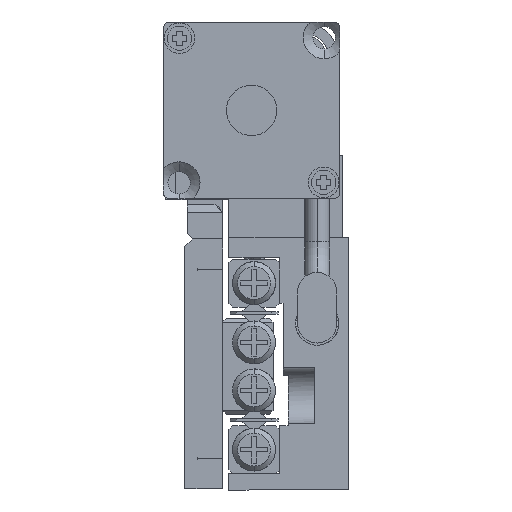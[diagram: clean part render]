
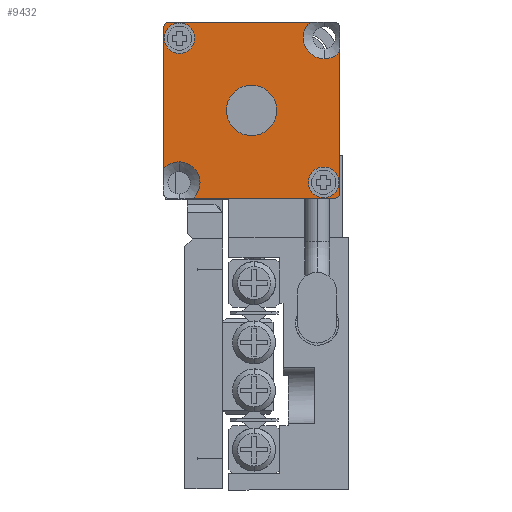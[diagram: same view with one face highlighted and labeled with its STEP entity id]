
A CAD part, left-side view. The second image highlights one B-rep face of the part: STEP entity #9432.
In plain terms, the highlighted face is planar.
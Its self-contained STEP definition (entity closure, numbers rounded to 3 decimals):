
#481 = ORIENTED_EDGE ( 'NONE', *, *, #16543, .F. ) ;
#1105 = DIRECTION ( 'NONE',  ( 1., 0., 0. ) ) ;
#1182 = ORIENTED_EDGE ( 'NONE', *, *, #12833, .T. ) ;
#1252 = EDGE_CURVE ( 'NONE', #4761, #8184, #23924, .T. ) ;
#1355 = ORIENTED_EDGE ( 'NONE', *, *, #24378, .T. ) ;
#2482 = CIRCLE ( 'NONE', #22945, 1.664 ) ;
#2529 = LINE ( 'NONE', #7596, #30315 ) ;
#2600 = CARTESIAN_POINT ( 'NONE',  ( 2.348, 0., 30. ) ) ;
#2689 = AXIS2_PLACEMENT_3D ( 'NONE', #8500, #15739, #18434 ) ;
#3340 = CARTESIAN_POINT ( 'NONE',  ( 0., -13.5, 30. ) ) ;
#3454 = DIRECTION ( 'NONE',  ( 1., 0., 0. ) ) ;
#3671 = CARTESIAN_POINT ( 'NONE',  ( 14., 0., 30. ) ) ;
#3786 = ORIENTED_EDGE ( 'NONE', *, *, #14149, .F. ) ;
#4761 = VERTEX_POINT ( 'NONE', #31867 ) ;
#4934 = VERTEX_POINT ( 'NONE', #26375 ) ;
#4994 = LINE ( 'NONE', #32708, #14498 ) ;
#5567 = FACE_BOUND ( 'NONE', #21725, .T. ) ;
#5602 = VERTEX_POINT ( 'NONE', #16695 ) ;
#5658 = CIRCLE ( 'NONE', #32073, 1.213 ) ;
#5665 = ORIENTED_EDGE ( 'NONE', *, *, #1252, .T. ) ;
#5840 = AXIS2_PLACEMENT_3D ( 'NONE', #14194, #11995, #19101 ) ;
#5933 = DIRECTION ( 'NONE',  ( 0., 0., 1. ) ) ;
#6103 = DIRECTION ( 'NONE',  ( 1., 0., 0. ) ) ;
#6439 = CARTESIAN_POINT ( 'NONE',  ( 13.5, -0.5, 30. ) ) ;
#6721 = VERTEX_POINT ( 'NONE', #10522 ) ;
#7034 = CARTESIAN_POINT ( 'NONE',  ( 12.75, -12.75, 30. ) ) ;
#7126 = VECTOR ( 'NONE', #31218, 1000. ) ;
#7596 = CARTESIAN_POINT ( 'NONE',  ( 0., 0., 30. ) ) ;
#7863 = CIRCLE ( 'NONE', #13228, 1.213 ) ;
#7890 = EDGE_CURVE ( 'NONE', #6721, #25690, #29220, .T. ) ;
#7908 = ORIENTED_EDGE ( 'NONE', *, *, #7890, .F. ) ;
#8184 = VERTEX_POINT ( 'NONE', #25312 ) ;
#8272 = CARTESIAN_POINT ( 'NONE',  ( 0., 0., 30. ) ) ;
#8377 = DIRECTION ( 'NONE',  ( 0., 0., 1. ) ) ;
#8500 = CARTESIAN_POINT ( 'NONE',  ( 12.714, -1.286, 30. ) ) ;
#8982 = DIRECTION ( 'NONE',  ( 1., 0., 0. ) ) ;
#9134 = VERTEX_POINT ( 'NONE', #17059 ) ;
#9432 = ADVANCED_FACE ( 'NONE', ( #5567, #26489, #15840, #18543 ), #20920, .T. ) ;
#10210 = CARTESIAN_POINT ( 'NONE',  ( 12.75, -12.75, 30. ) ) ;
#10522 = CARTESIAN_POINT ( 'NONE',  ( 2.914, -1.25, 30. ) ) ;
#10531 = DIRECTION ( 'NONE',  ( 1., 0., 0. ) ) ;
#10543 = AXIS2_PLACEMENT_3D ( 'NONE', #13916, #24201, #1105 ) ;
#10858 = CARTESIAN_POINT ( 'NONE',  ( 1.286, -12.714, 30. ) ) ;
#11211 = DIRECTION ( 'NONE',  ( 0., 0., 1. ) ) ;
#11668 = CARTESIAN_POINT ( 'NONE',  ( 0.5, -13.5, 30. ) ) ;
#11861 = EDGE_LOOP ( 'NONE', ( #33001, #25653, #24594, #1355, #22248, #28694, #5665, #1182, #16419, #7908 ) ) ;
#11995 = DIRECTION ( 'NONE',  ( 0., 0., 1. ) ) ;
#12465 = CARTESIAN_POINT ( 'NONE',  ( 11.652, -14., 30. ) ) ;
#12606 = VERTEX_POINT ( 'NONE', #23159 ) ;
#12833 = EDGE_CURVE ( 'NONE', #8184, #14675, #23010, .T. ) ;
#13228 = AXIS2_PLACEMENT_3D ( 'NONE', #24549, #11211, #3454 ) ;
#13430 = VERTEX_POINT ( 'NONE', #19892 ) ;
#13582 = CARTESIAN_POINT ( 'NONE',  ( 1.25, -1.25, 30. ) ) ;
#13916 = CARTESIAN_POINT ( 'NONE',  ( 7., -7., 30. ) ) ;
#14149 = EDGE_CURVE ( 'NONE', #26277, #5602, #20373, .T. ) ;
#14159 = EDGE_LOOP ( 'NONE', ( #3786, #31455 ) ) ;
#14194 = CARTESIAN_POINT ( 'NONE',  ( 7., -7., 30. ) ) ;
#14498 = VECTOR ( 'NONE', #14617, 1000. ) ;
#14617 = DIRECTION ( 'NONE',  ( 0., -1., 0. ) ) ;
#14675 = VERTEX_POINT ( 'NONE', #15318 ) ;
#14992 = EDGE_CURVE ( 'NONE', #9134, #15715, #4994, .T. ) ;
#15318 = CARTESIAN_POINT ( 'NONE',  ( 13.5, 0., 30. ) ) ;
#15325 = CIRCLE ( 'NONE', #24028, 0.5 ) ;
#15715 = VERTEX_POINT ( 'NONE', #3340 ) ;
#15739 = DIRECTION ( 'NONE',  ( 0., 0., 1. ) ) ;
#15776 = CARTESIAN_POINT ( 'NONE',  ( 11.086, -12.75, 30. ) ) ;
#15840 = FACE_BOUND ( 'NONE', #14159, .T. ) ;
#15874 = CARTESIAN_POINT ( 'NONE',  ( 1.25, -1.25, 30. ) ) ;
#16094 = DIRECTION ( 'NONE',  ( 1., 0., 0. ) ) ;
#16419 = ORIENTED_EDGE ( 'NONE', *, *, #18490, .T. ) ;
#16428 = AXIS2_PLACEMENT_3D ( 'NONE', #7034, #27957, #30327 ) ;
#16530 = AXIS2_PLACEMENT_3D ( 'NONE', #6439, #22294, #6103 ) ;
#16543 = EDGE_CURVE ( 'NONE', #13430, #12606, #32901, .T. ) ;
#16695 = CARTESIAN_POINT ( 'NONE',  ( 9., -7., 30. ) ) ;
#17059 = CARTESIAN_POINT ( 'NONE',  ( 0., -2.348, 30. ) ) ;
#18050 = CIRCLE ( 'NONE', #31551, 1.213 ) ;
#18159 = ORIENTED_EDGE ( 'NONE', *, *, #21010, .T. ) ;
#18400 = AXIS2_PLACEMENT_3D ( 'NONE', #15874, #5933, #23816 ) ;
#18434 = DIRECTION ( 'NONE',  ( 1., 0., 0. ) ) ;
#18470 = VERTEX_POINT ( 'NONE', #12465 ) ;
#18490 = EDGE_CURVE ( 'NONE', #14675, #25690, #2529, .T. ) ;
#18543 = FACE_BOUND ( 'NONE', #26295, .T. ) ;
#19101 = DIRECTION ( 'NONE',  ( 1., 0., 0. ) ) ;
#19892 = CARTESIAN_POINT ( 'NONE',  ( 13.927, -1.286, 30. ) ) ;
#19915 = DIRECTION ( 'NONE',  ( -1., 0., 0. ) ) ;
#20373 = CIRCLE ( 'NONE', #5840, 2. ) ;
#20400 = VERTEX_POINT ( 'NONE', #27317 ) ;
#20648 = DIRECTION ( 'NONE',  ( 0., 0., -1. ) ) ;
#20920 = PLANE ( 'NONE',  #21822 ) ;
#21010 = EDGE_CURVE ( 'NONE', #21498, #4934, #18050, .T. ) ;
#21106 = AXIS2_PLACEMENT_3D ( 'NONE', #13582, #8377, #31829 ) ;
#21190 = ORIENTED_EDGE ( 'NONE', *, *, #32360, .F. ) ;
#21273 = CARTESIAN_POINT ( 'NONE',  ( 1.286, -12.714, 30. ) ) ;
#21498 = VERTEX_POINT ( 'NONE', #22411 ) ;
#21725 = EDGE_LOOP ( 'NONE', ( #481, #21190 ) ) ;
#21762 = DIRECTION ( 'NONE',  ( 0., 0., -1. ) ) ;
#21805 = DIRECTION ( 'NONE',  ( 0., 0., 1. ) ) ;
#21822 = AXIS2_PLACEMENT_3D ( 'NONE', #8272, #26146, #31238 ) ;
#22248 = ORIENTED_EDGE ( 'NONE', *, *, #32025, .F. ) ;
#22294 = DIRECTION ( 'NONE',  ( 0., 0., 1. ) ) ;
#22411 = CARTESIAN_POINT ( 'NONE',  ( 0.073, -12.714, 30. ) ) ;
#22945 = AXIS2_PLACEMENT_3D ( 'NONE', #10210, #31489, #16094 ) ;
#23010 = CIRCLE ( 'NONE', #16530, 0.5 ) ;
#23159 = CARTESIAN_POINT ( 'NONE',  ( 11.501, -1.286, 30. ) ) ;
#23336 = ORIENTED_EDGE ( 'NONE', *, *, #33206, .T. ) ;
#23774 = CIRCLE ( 'NONE', #21106, 1.664 ) ;
#23816 = DIRECTION ( 'NONE',  ( 1., 0., 0. ) ) ;
#23924 = LINE ( 'NONE', #3671, #7126 ) ;
#24028 = AXIS2_PLACEMENT_3D ( 'NONE', #11668, #21805, #8982 ) ;
#24119 = DIRECTION ( 'NONE',  ( 1., 0., 0. ) ) ;
#24201 = DIRECTION ( 'NONE',  ( 0., 0., 1. ) ) ;
#24354 = EDGE_CURVE ( 'NONE', #9134, #6721, #23774, .T. ) ;
#24370 = VERTEX_POINT ( 'NONE', #15776 ) ;
#24378 = EDGE_CURVE ( 'NONE', #20400, #18470, #29617, .T. ) ;
#24549 = CARTESIAN_POINT ( 'NONE',  ( 12.714, -1.286, 30. ) ) ;
#24594 = ORIENTED_EDGE ( 'NONE', *, *, #32814, .T. ) ;
#25312 = CARTESIAN_POINT ( 'NONE',  ( 14., -0.5, 30. ) ) ;
#25653 = ORIENTED_EDGE ( 'NONE', *, *, #14992, .T. ) ;
#25690 = VERTEX_POINT ( 'NONE', #2600 ) ;
#26146 = DIRECTION ( 'NONE',  ( 0., 0., 1. ) ) ;
#26179 = CIRCLE ( 'NONE', #10543, 2. ) ;
#26277 = VERTEX_POINT ( 'NONE', #26348 ) ;
#26295 = EDGE_LOOP ( 'NONE', ( #23336, #18159 ) ) ;
#26348 = CARTESIAN_POINT ( 'NONE',  ( 5., -7., 30. ) ) ;
#26375 = CARTESIAN_POINT ( 'NONE',  ( 2.499, -12.714, 30. ) ) ;
#26489 = FACE_OUTER_BOUND ( 'NONE', #11861, .T. ) ;
#27317 = CARTESIAN_POINT ( 'NONE',  ( 0.5, -14., 30. ) ) ;
#27957 = DIRECTION ( 'NONE',  ( 0., 0., 1. ) ) ;
#28694 = ORIENTED_EDGE ( 'NONE', *, *, #30780, .F. ) ;
#29220 = CIRCLE ( 'NONE', #18400, 1.664 ) ;
#29617 = LINE ( 'NONE', #32163, #31365 ) ;
#29787 = DIRECTION ( 'NONE',  ( 1., 0., 0. ) ) ;
#30315 = VECTOR ( 'NONE', #19915, 1000. ) ;
#30327 = DIRECTION ( 'NONE',  ( 1., 0., 0. ) ) ;
#30780 = EDGE_CURVE ( 'NONE', #4761, #24370, #2482, .T. ) ;
#31025 = CIRCLE ( 'NONE', #16428, 1.664 ) ;
#31218 = DIRECTION ( 'NONE',  ( 0., 1., 0. ) ) ;
#31238 = DIRECTION ( 'NONE',  ( 1., 0., 0. ) ) ;
#31365 = VECTOR ( 'NONE', #29787, 1000. ) ;
#31455 = ORIENTED_EDGE ( 'NONE', *, *, #32436, .F. ) ;
#31489 = DIRECTION ( 'NONE',  ( 0., 0., 1. ) ) ;
#31551 = AXIS2_PLACEMENT_3D ( 'NONE', #10858, #20648, #10531 ) ;
#31829 = DIRECTION ( 'NONE',  ( 1., 0., 0. ) ) ;
#31867 = CARTESIAN_POINT ( 'NONE',  ( 14., -11.652, 30. ) ) ;
#32025 = EDGE_CURVE ( 'NONE', #24370, #18470, #31025, .T. ) ;
#32073 = AXIS2_PLACEMENT_3D ( 'NONE', #21273, #21762, #24119 ) ;
#32163 = CARTESIAN_POINT ( 'NONE',  ( 0., -14., 30. ) ) ;
#32360 = EDGE_CURVE ( 'NONE', #12606, #13430, #7863, .T. ) ;
#32436 = EDGE_CURVE ( 'NONE', #5602, #26277, #26179, .T. ) ;
#32708 = CARTESIAN_POINT ( 'NONE',  ( 0., 0., 30. ) ) ;
#32814 = EDGE_CURVE ( 'NONE', #15715, #20400, #15325, .T. ) ;
#32901 = CIRCLE ( 'NONE', #2689, 1.213 ) ;
#33001 = ORIENTED_EDGE ( 'NONE', *, *, #24354, .F. ) ;
#33206 = EDGE_CURVE ( 'NONE', #4934, #21498, #5658, .T. ) ;
